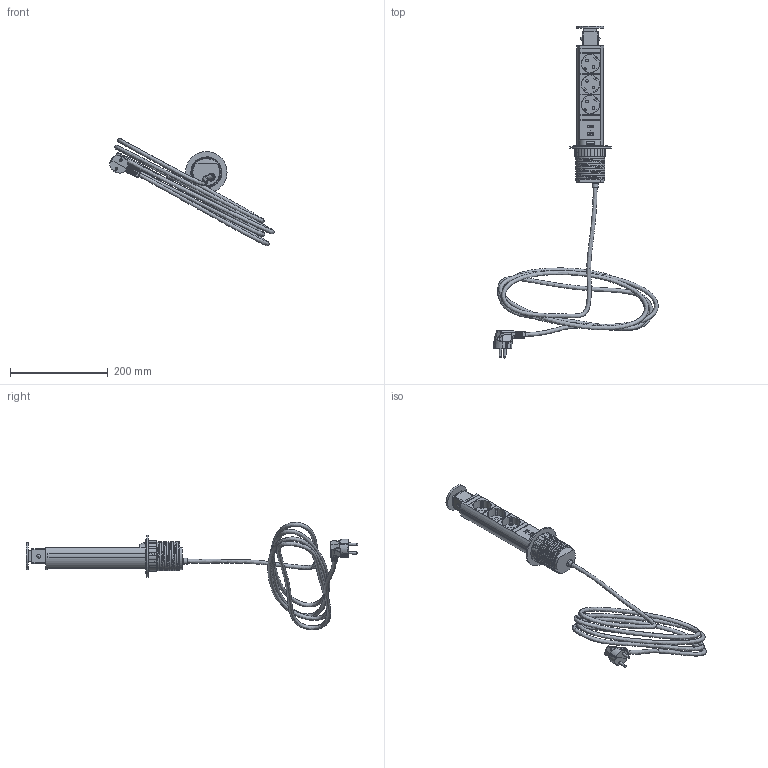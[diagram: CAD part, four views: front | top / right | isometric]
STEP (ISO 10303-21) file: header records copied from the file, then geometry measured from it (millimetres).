
FILE_DESCRIPTION(/* description */ (''),/* implementation_level */ '2;1');
FILE_NAME(/* name */ 'AE-BPW3S60U-80.stp',/* time_stamp */ '2022-02-04T17:00:06+01:00',/* author */ ('SławomirO'),/* organization */ (''),/* preprocessor_version */ 'ST-DEVELOPER v18.1',/* originating_system */ 'Autodesk Inventor 2021',/* authorisation */ '');
FILE_SCHEMA (('AUTOMOTIVE_DESIGN { 1 0 10303 214 3 1 1 }'));
Length unit declared in the file: millimetre
Products named in the file (7): AE-BPW3S60U-80; BPW3S60U-Mocowanie1; BPW3S60U-Pokrywa; BPW3S60U-Mocowanie2; BPW3S60U-Przycisk; BPW3S60U-Koprus; 230V Angled Power Cabel 
Assembly tree (6 placements, depth 2):
  AE-BPW3S60U-80
    BPW3S60U-Mocowanie1
    BPW3S60U-Pokrywa
    BPW3S60U-Mocowanie2
    BPW3S60U-Przycisk
    BPW3S60U-Koprus
    230V Angled Power Cabel 
Bounding box: 336.39 x 679.2 x 219.81 mm (x, y, z)
Volume: 788628.3 mm3; surface area: 228257.3 mm2
Topology: 6 solids, 6 shells, 882 faces, 2276 edges, 1452 vertices
Faces by surface type: plane 456, cylinder 252, bspline 163, torus 6, sphere 4, cone 1
Full cylindrical faces by diameter (mm): 1 x1, 4.75 x2, 5 x3, 5.5 x8, 10 x1, 12 x1, 38 x3, 55 x1, 56 x1, 58 x13, 60 x15, 70 x1, 85 x1
Entity records: 38455 total; most frequent: CARTESIAN_POINT 16941, ORIENTED_EDGE 4540, DIRECTION 4231, EDGE_CURVE 2270, VERTEX_POINT 1452, AXIS2_PLACEMENT_3D 1450, LINE 1331, VECTOR 1331
